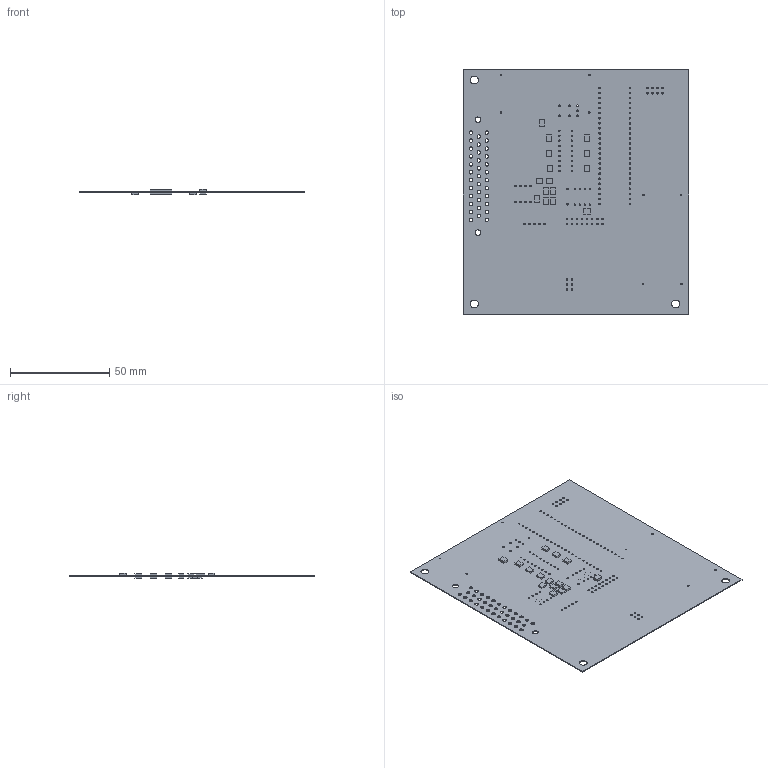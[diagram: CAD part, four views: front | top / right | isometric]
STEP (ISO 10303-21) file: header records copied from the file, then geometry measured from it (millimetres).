
FILE_DESCRIPTION(('Open CASCADE Model'),'2;1');
FILE_NAME('Open CASCADE Shape Model','2021-02-24T21:24:34',('Author'),( 'Open CASCADE'),'Open CASCADE STEP processor 6.8','Open CASCADE 6.8' ,'Unknown');
FILE_SCHEMA(('AUTOMOTIVE_DESIGN { 1 0 10303 214 1 1 1 1 }'));
Length unit declared in the file: millimetre
Products named in the file (40): PCB; Board; Open CASCADE STEP translator 6.8 1.1.1; C3; 6195266000; Extruded; C1; 6084341056; C2; C6; R1; 6084342496; R2; R3; R4; R5; R6; R7; R8; R9; R10; R11; R12; R13; R14; R15; 6084342096; R16; R17; R18; R19; R20; R21; R22; R23; R24; R25
Assembly tree (64 placements, depth 4):
  PCB
    Board
      Open CASCADE STEP translator 6.8 1.1.1
    C3
      6195266000
        Extruded
    C1
      6084341056
        Extruded
    C2
      6084341056
        Extruded
    C6
      6084341056
        Extruded
    R1
      6084342496
        Extruded
    R2
      6084342496
        Extruded
    R3
      6084342496
        Extruded
    R4
      6084342496
        Extruded
    R5
      6084342496
        Extruded
    R6
      6084342496
        Extruded
    R7
      6084342496
        Extruded
    R8
      6084342496
        Extruded
    R9
      6084342496
        Extruded
    R10
      6084342496
        Extruded
    R11
      6084342496
        Extruded
    R12
      6084342496
        Extruded
    R13
      6084342496
        Extruded
    R14
      6084342496
        Extruded
    R15
      6084342096
        Extruded
Bounding box: 113.79 x 123.19 x 3.01 mm (x, y, z)
Volume: 5931.1 mm3; surface area: 28914.4 mm2
Topology: 30 solids, 30 shells, 354 faces, 882 edges, 588 vertices
Faces by surface type: plane 180, cylinder 174
Full cylindrical faces by diameter (mm): 0.762 x64, 0.78 x8, 0.8 x22, 0.813 x3, 0.85 x2, 0.9 x35, 1.75 x35, 2.85 x2, 4 x3
Entity records: 8506 total; most frequent: DIRECTION 1468, CARTESIAN_POINT 1239, ORIENTED_EDGE 1164, AXIS2_PLACEMENT_3D 617, EDGE_CURVE 582, FACE_BOUND 552, EDGE_LOOP 552, VERTEX_POINT 388
